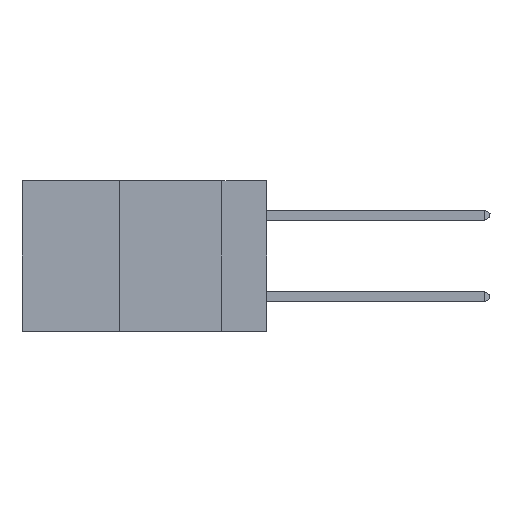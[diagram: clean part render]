
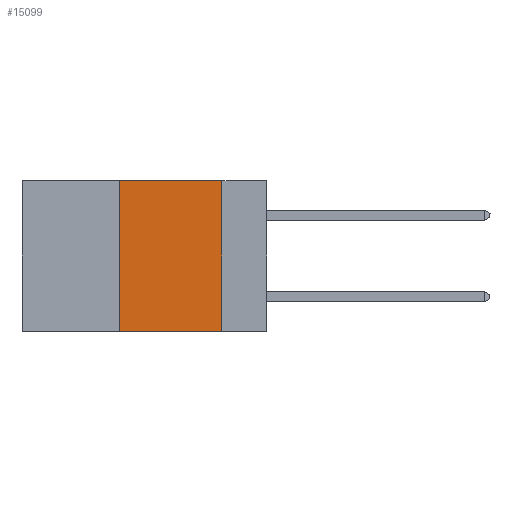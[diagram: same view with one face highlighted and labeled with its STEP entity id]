
A CAD part, left-side view. The second image highlights one B-rep face of the part: STEP entity #15099.
In plain terms, the highlighted planar face has unit normal (-1, 0, 0).
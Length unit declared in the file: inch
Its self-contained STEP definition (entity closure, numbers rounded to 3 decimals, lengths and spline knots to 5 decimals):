
#1034 = DIRECTION ( 'NONE',  ( 0., 0., -1. ) ) ;
#1639 = VECTOR ( 'NONE', #1674, 39.37008 ) ;
#1649 = EDGE_CURVE ( 'NONE', #30691, #18033, #26827, .T. ) ;
#1674 = DIRECTION ( 'NONE',  ( 0., -1., 0. ) ) ;
#2584 = LINE ( 'NONE', #29297, #4903 ) ;
#3324 = ORIENTED_EDGE ( 'NONE', *, *, #29898, .F. ) ;
#4632 = VERTEX_POINT ( 'NONE', #13201 ) ;
#4903 = VECTOR ( 'NONE', #23861, 39.37008 ) ;
#5375 = DIRECTION ( 'NONE',  ( 0., 0., 1. ) ) ;
#5652 = PLANE ( 'NONE',  #21492 ) ;
#6122 = VECTOR ( 'NONE', #5375, 39.37008 ) ;
#6327 = DIRECTION ( 'NONE',  ( 0., 0., -1. ) ) ;
#6772 = ORIENTED_EDGE ( 'NONE', *, *, #7955, .T. ) ;
#7776 = DIRECTION ( 'NONE',  ( 1., 0., 0. ) ) ;
#7955 = EDGE_CURVE ( 'NONE', #30691, #28550, #2584, .T. ) ;
#11964 = VECTOR ( 'NONE', #6327, 39.37008 ) ;
#12140 = CARTESIAN_POINT ( 'NONE',  ( 0., 0.36, 0. ) ) ;
#12559 = CARTESIAN_POINT ( 'NONE',  ( 0., 0.36, -0.37 ) ) ;
#13201 = CARTESIAN_POINT ( 'NONE',  ( 0., 0.11, 0. ) ) ;
#13853 = LINE ( 'NONE', #23596, #1639 ) ;
#15099 = ADVANCED_FACE ( 'NONE', ( #27580 ), #5652, .F. ) ;
#15638 = LINE ( 'NONE', #30325, #11964 ) ;
#18033 = VERTEX_POINT ( 'NONE', #18440 ) ;
#18440 = CARTESIAN_POINT ( 'NONE',  ( 0., 0.36, 0. ) ) ;
#19111 = EDGE_CURVE ( 'NONE', #18033, #4632, #13853, .T. ) ;
#19692 = ORIENTED_EDGE ( 'NONE', *, *, #19111, .F. ) ;
#20516 = ORIENTED_EDGE ( 'NONE', *, *, #1649, .F. ) ;
#21492 = AXIS2_PLACEMENT_3D ( 'NONE', #22791, #7776, #1034 ) ;
#22195 = EDGE_LOOP ( 'NONE', ( #3324, #19692, #20516, #6772 ) ) ;
#22791 = CARTESIAN_POINT ( 'NONE',  ( 0., 0.6, 0. ) ) ;
#23596 = CARTESIAN_POINT ( 'NONE',  ( 0., 0.6, 0. ) ) ;
#23861 = DIRECTION ( 'NONE',  ( 0., -1., 0. ) ) ;
#24439 = CARTESIAN_POINT ( 'NONE',  ( 0., 0.11, -0.37 ) ) ;
#26827 = LINE ( 'NONE', #12140, #6122 ) ;
#27580 = FACE_OUTER_BOUND ( 'NONE', #22195, .T. ) ;
#28550 = VERTEX_POINT ( 'NONE', #24439 ) ;
#29297 = CARTESIAN_POINT ( 'NONE',  ( 0., 0.6, -0.37 ) ) ;
#29898 = EDGE_CURVE ( 'NONE', #4632, #28550, #15638, .T. ) ;
#30325 = CARTESIAN_POINT ( 'NONE',  ( 0., 0.11, 0. ) ) ;
#30691 = VERTEX_POINT ( 'NONE', #12559 ) ;
